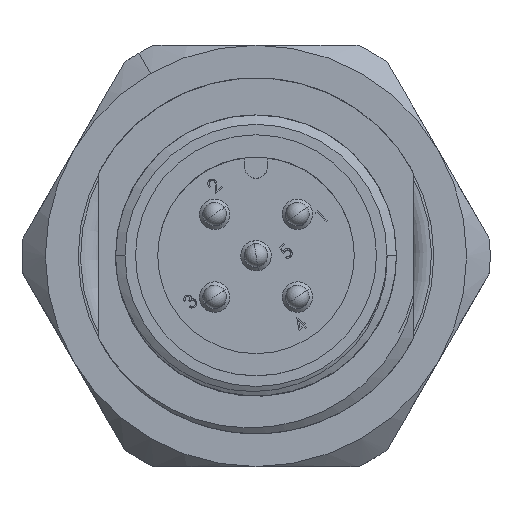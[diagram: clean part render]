
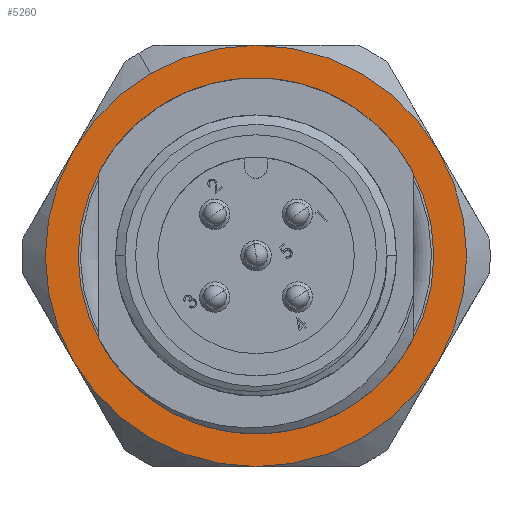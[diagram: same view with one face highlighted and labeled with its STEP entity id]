
A CAD part, top view. The second image highlights one B-rep face of the part: STEP entity #5260.
In plain terms, the highlighted face is planar.
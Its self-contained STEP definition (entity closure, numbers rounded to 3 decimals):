
#846 = VERTEX_POINT ( 'NONE', #13783 ) ;
#863 = VERTEX_POINT ( 'NONE', #4137 ) ;
#873 = VERTEX_POINT ( 'NONE', #4116 ) ;
#881 = VERTEX_POINT ( 'NONE', #4098 ) ;
#886 = VERTEX_POINT ( 'NONE', #4085 ) ;
#901 = VERTEX_POINT ( 'NONE', #2293 ) ;
#902 = VERTEX_POINT ( 'NONE', #2043 ) ;
#906 = VERTEX_POINT ( 'NONE', #2276 ) ;
#908 = VERTEX_POINT ( 'NONE', #2095 ) ;
#2043 = CARTESIAN_POINT ( 'NONE',  ( 0., 9., 0. ) ) ;
#2095 = CARTESIAN_POINT ( 'NONE',  ( -7.794, 4.5, 0. ) ) ;
#2276 = CARTESIAN_POINT ( 'NONE',  ( -7.794, -4.5, 0. ) ) ;
#2293 = CARTESIAN_POINT ( 'NONE',  ( 0., -9., 0. ) ) ;
#3796 = CIRCLE ( 'NONE', #4709, 9. ) ;
#3799 = CIRCLE ( 'NONE', #4705, 9. ) ;
#3800 = CIRCLE ( 'NONE', #4707, 9. ) ;
#3802 = CIRCLE ( 'NONE', #4710, 7.6 ) ;
#3805 = CIRCLE ( 'NONE', #4704, 9. ) ;
#3812 = CIRCLE ( 'NONE', #4706, 9. ) ;
#3813 = CIRCLE ( 'NONE', #4708, 9. ) ;
#4085 = CARTESIAN_POINT ( 'NONE',  ( 7.794, -4.5, 0. ) ) ;
#4098 = CARTESIAN_POINT ( 'NONE',  ( -7.6, 0., 0. ) ) ;
#4116 = CARTESIAN_POINT ( 'NONE',  ( 7.6, 0., 0. ) ) ;
#4137 = CARTESIAN_POINT ( 'NONE',  ( 9., 0., 0. ) ) ;
#4255 = CIRCLE ( 'NONE', #4685, 9. ) ;
#4288 = CIRCLE ( 'NONE', #4687, 7.6 ) ;
#4685 = AXIS2_PLACEMENT_3D ( 'NONE', #8260, #8261, #8262 ) ;
#4687 = AXIS2_PLACEMENT_3D ( 'NONE', #8280, #8281, #8282 ) ;
#4704 = AXIS2_PLACEMENT_3D ( 'NONE', #8388, #8389, #8390 ) ;
#4705 = AXIS2_PLACEMENT_3D ( 'NONE', #8400, #8401, #8402 ) ;
#4706 = AXIS2_PLACEMENT_3D ( 'NONE', #8409, #8410, #8411 ) ;
#4707 = AXIS2_PLACEMENT_3D ( 'NONE', #8433, #8434, #8435 ) ;
#4708 = AXIS2_PLACEMENT_3D ( 'NONE', #8445, #8446, #8447 ) ;
#4709 = AXIS2_PLACEMENT_3D ( 'NONE', #8462, #8463, #8464 ) ;
#4710 = AXIS2_PLACEMENT_3D ( 'NONE', #8478, #8479, #8480 ) ;
#5260 = ADVANCED_FACE ( 'NONE', ( #8072, #8056 ), #14326, .F. ) ;
#6212 = EDGE_CURVE ( 'NONE', #863, #886, #4255, .T. ) ;
#6218 = EDGE_CURVE ( 'NONE', #881, #873, #4288, .T. ) ;
#6257 = EDGE_CURVE ( 'NONE', #902, #846, #3805, .T. ) ;
#6259 = EDGE_CURVE ( 'NONE', #846, #863, #3799, .T. ) ;
#6261 = EDGE_CURVE ( 'NONE', #886, #901, #3812, .T. ) ;
#6265 = EDGE_CURVE ( 'NONE', #901, #906, #3800, .T. ) ;
#6267 = EDGE_CURVE ( 'NONE', #906, #908, #3813, .T. ) ;
#6270 = EDGE_CURVE ( 'NONE', #908, #902, #3796, .T. ) ;
#6273 = EDGE_CURVE ( 'NONE', #873, #881, #3802, .T. ) ;
#8056 = FACE_BOUND ( 'NONE', #13649, .T. ) ;
#8072 = FACE_OUTER_BOUND ( 'NONE', #13652, .T. ) ;
#8260 = CARTESIAN_POINT ( 'NONE',  ( 0., 0., 0. ) ) ;
#8261 = DIRECTION ( 'NONE',  ( 0., 0., -1. ) ) ;
#8262 = DIRECTION ( 'NONE',  ( 1., 0., 0. ) ) ;
#8280 = CARTESIAN_POINT ( 'NONE',  ( 0., 0., 0. ) ) ;
#8281 = DIRECTION ( 'NONE',  ( 0., 0., 1. ) ) ;
#8282 = DIRECTION ( 'NONE',  ( 1., 0., 0. ) ) ;
#8388 = CARTESIAN_POINT ( 'NONE',  ( 0., 0., 0. ) ) ;
#8389 = DIRECTION ( 'NONE',  ( 0., 0., -1. ) ) ;
#8390 = DIRECTION ( 'NONE',  ( 1., 0., 0. ) ) ;
#8400 = CARTESIAN_POINT ( 'NONE',  ( 0., 0., 0. ) ) ;
#8401 = DIRECTION ( 'NONE',  ( 0., 0., -1. ) ) ;
#8402 = DIRECTION ( 'NONE',  ( 1., 0., 0. ) ) ;
#8409 = CARTESIAN_POINT ( 'NONE',  ( 0., 0., 0. ) ) ;
#8410 = DIRECTION ( 'NONE',  ( 0., 0., -1. ) ) ;
#8411 = DIRECTION ( 'NONE',  ( 1., 0., 0. ) ) ;
#8433 = CARTESIAN_POINT ( 'NONE',  ( 0., 0., 0. ) ) ;
#8434 = DIRECTION ( 'NONE',  ( 0., 0., -1. ) ) ;
#8435 = DIRECTION ( 'NONE',  ( 1., 0., 0. ) ) ;
#8445 = CARTESIAN_POINT ( 'NONE',  ( 0., 0., 0. ) ) ;
#8446 = DIRECTION ( 'NONE',  ( 0., 0., -1. ) ) ;
#8447 = DIRECTION ( 'NONE',  ( 1., 0., 0. ) ) ;
#8462 = CARTESIAN_POINT ( 'NONE',  ( 0., 0., 0. ) ) ;
#8463 = DIRECTION ( 'NONE',  ( 0., 0., -1. ) ) ;
#8464 = DIRECTION ( 'NONE',  ( 1., 0., 0. ) ) ;
#8478 = CARTESIAN_POINT ( 'NONE',  ( 0., 0., 0. ) ) ;
#8479 = DIRECTION ( 'NONE',  ( 0., 0., 1. ) ) ;
#8480 = DIRECTION ( 'NONE',  ( 1., 0., 0. ) ) ;
#9489 = AXIS2_PLACEMENT_3D ( 'NONE', #14320, #14328, #14329 ) ;
#13091 = ORIENTED_EDGE ( 'NONE', *, *, #6218, .T. ) ;
#13094 = ORIENTED_EDGE ( 'NONE', *, *, #6273, .T. ) ;
#13105 = ORIENTED_EDGE ( 'NONE', *, *, #6261, .T. ) ;
#13107 = ORIENTED_EDGE ( 'NONE', *, *, #6212, .T. ) ;
#13111 = ORIENTED_EDGE ( 'NONE', *, *, #6259, .T. ) ;
#13117 = ORIENTED_EDGE ( 'NONE', *, *, #6257, .T. ) ;
#13119 = ORIENTED_EDGE ( 'NONE', *, *, #6270, .T. ) ;
#13122 = ORIENTED_EDGE ( 'NONE', *, *, #6267, .T. ) ;
#13146 = ORIENTED_EDGE ( 'NONE', *, *, #6265, .T. ) ;
#13649 = EDGE_LOOP ( 'NONE', ( #13094, #13091 ) ) ;
#13652 = EDGE_LOOP ( 'NONE', ( #13146, #13122, #13119, #13117, #13111, #13107, #13105 ) ) ;
#13783 = CARTESIAN_POINT ( 'NONE',  ( 7.794, 4.5, 0. ) ) ;
#14320 = CARTESIAN_POINT ( 'NONE',  ( 0., 0., 0. ) ) ;
#14326 = PLANE ( 'NONE',  #9489 ) ;
#14328 = DIRECTION ( 'NONE',  ( 0., 0., 1. ) ) ;
#14329 = DIRECTION ( 'NONE',  ( 1., 0., 0. ) ) ;
